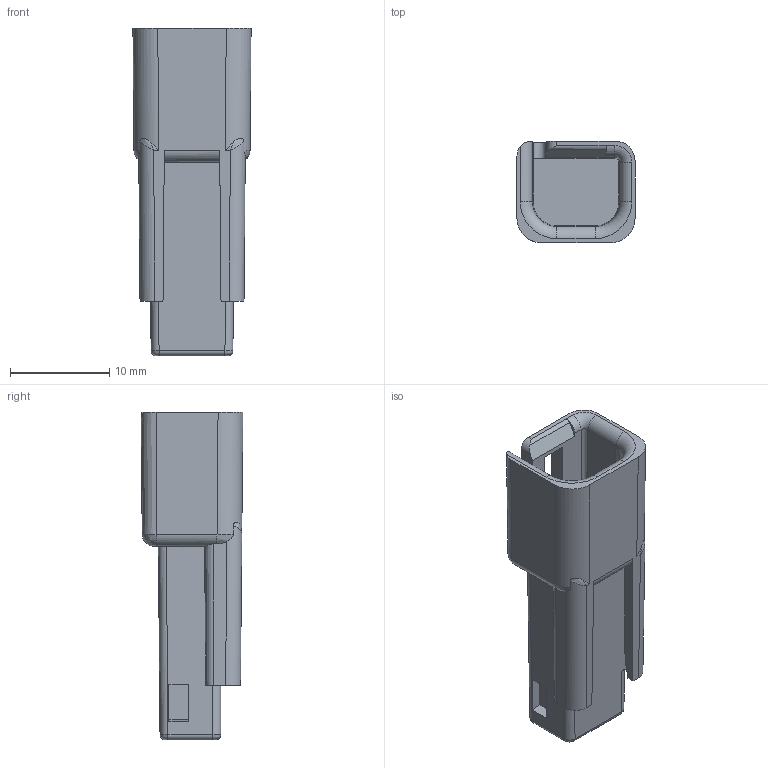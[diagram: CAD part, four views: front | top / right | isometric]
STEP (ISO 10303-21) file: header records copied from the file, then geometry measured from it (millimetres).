
FILE_DESCRIPTION(/* description */ (''),/* implementation_level */ '2;1');
FILE_NAME(/* name */ '12059250_ENV11_03.stp',/* time_stamp */ '2023-07-18T21:05:13+08:00',/* author */ (''),/* organization */ (''),/* preprocessor_version */ 'ST-DEVELOPER v16',/* originating_system */ 'SIEMENS PLM Software NX 11.0',/* authorisation */ '');
FILE_SCHEMA (('AUTOMOTIVE_DESIGN { 1 0 10303 214 3 1 1 1 }'));
Length unit declared in the file: millimetre
Products named in the file (1): 12059250_ENV11_03
Bounding box: 11.9 x 10.25 x 33 mm (x, y, z)
Volume: 1902.4 mm3; surface area: 1847.9 mm2
Topology: 1 solids, 1 shells, 97 faces, 259 edges, 162 vertices
Faces by surface type: plane 51, cylinder 26, bspline 10, cone 7, torus 3
Entity records: 3284 total; most frequent: CARTESIAN_POINT 863, ORIENTED_EDGE 514, DIRECTION 490, EDGE_CURVE 257, LINE 172, VECTOR 172, VERTEX_POINT 162, AXIS2_PLACEMENT_3D 159
